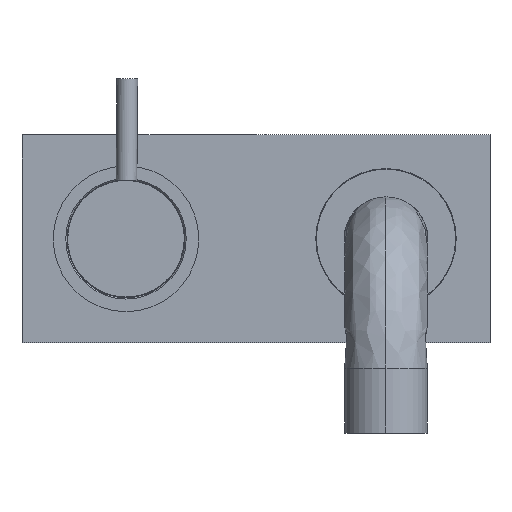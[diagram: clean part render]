
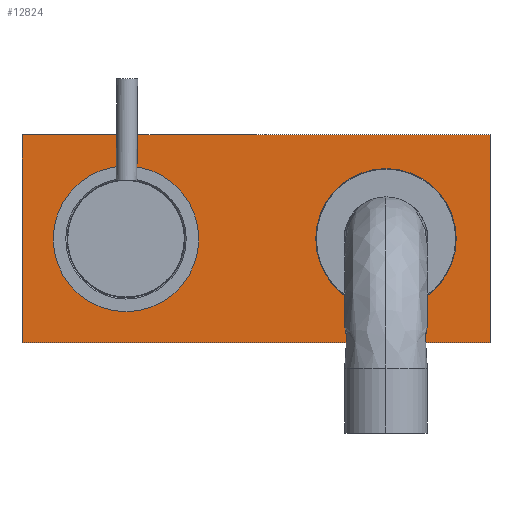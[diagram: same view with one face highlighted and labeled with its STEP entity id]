
A CAD part, top view. The second image highlights one B-rep face of the part: STEP entity #12824.
In plain terms, the highlighted planar face has unit normal (0, 0, 1).
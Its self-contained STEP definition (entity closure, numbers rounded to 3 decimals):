
#57 = PLANE ( 'NONE',  #4780 ) ;
#1153 = DIRECTION ( 'NONE',  ( 0., 1., 0. ) ) ;
#1315 = FACE_OUTER_BOUND ( 'NONE', #13054, .T. ) ;
#1795 = DIRECTION ( 'NONE',  ( 0., -1., 0. ) ) ;
#1946 = ORIENTED_EDGE ( 'NONE', *, *, #11130, .T. ) ;
#2711 = VERTEX_POINT ( 'NONE', #19739 ) ;
#2809 = CIRCLE ( 'NONE', #3236, 27. ) ;
#2893 = VERTEX_POINT ( 'NONE', #25117 ) ;
#2952 = EDGE_LOOP ( 'NONE', ( #1946, #12624 ) ) ;
#2958 = CARTESIAN_POINT ( 'NONE',  ( 90., 40., 57.3 ) ) ;
#3236 = AXIS2_PLACEMENT_3D ( 'NONE', #28079, #14664, #1153 ) ;
#3746 = CARTESIAN_POINT ( 'NONE',  ( 90., -40., 57.3 ) ) ;
#3979 = LINE ( 'NONE', #4722, #15277 ) ;
#4668 = AXIS2_PLACEMENT_3D ( 'NONE', #22505, #9058, #24791 ) ;
#4722 = CARTESIAN_POINT ( 'NONE',  ( 90., 40., 57.3 ) ) ;
#4780 = AXIS2_PLACEMENT_3D ( 'NONE', #18416, #4931, #20659 ) ;
#4931 = DIRECTION ( 'NONE',  ( 0., 0., 1. ) ) ;
#5097 = ORIENTED_EDGE ( 'NONE', *, *, #18064, .T. ) ;
#5461 = CARTESIAN_POINT ( 'NONE',  ( -50., 0., 57.3 ) ) ;
#5905 = DIRECTION ( 'NONE',  ( 0., 0., -1. ) ) ;
#6157 = CARTESIAN_POINT ( 'NONE',  ( 50., -27., 57.3 ) ) ;
#6417 = CARTESIAN_POINT ( 'NONE',  ( 50., 27., 57.3 ) ) ;
#6983 = DIRECTION ( 'NONE',  ( -1., 0., 0. ) ) ;
#7294 = ORIENTED_EDGE ( 'NONE', *, *, #7823, .T. ) ;
#7320 = VERTEX_POINT ( 'NONE', #2958 ) ;
#7722 = DIRECTION ( 'NONE',  ( 1., 0., 0. ) ) ;
#7823 = EDGE_CURVE ( 'NONE', #10589, #11293, #2809, .T. ) ;
#8268 = AXIS2_PLACEMENT_3D ( 'NONE', #19390, #5905, #21633 ) ;
#8910 = AXIS2_PLACEMENT_3D ( 'NONE', #5461, #21198, #7722 ) ;
#8988 = VECTOR ( 'NONE', #26835, 1000. ) ;
#9058 = DIRECTION ( 'NONE',  ( 0., 0., -1. ) ) ;
#9733 = CARTESIAN_POINT ( 'NONE',  ( -27., 0., 57.3 ) ) ;
#10589 = VERTEX_POINT ( 'NONE', #6417 ) ;
#11130 = EDGE_CURVE ( 'NONE', #27883, #27608, #22793, .T. ) ;
#11293 = VERTEX_POINT ( 'NONE', #6157 ) ;
#12624 = ORIENTED_EDGE ( 'NONE', *, *, #18813, .T. ) ;
#12824 = ADVANCED_FACE ( 'NONE', ( #1315, #13338, #25243 ), #57, .T. ) ;
#13054 = EDGE_LOOP ( 'NONE', ( #26525, #26555, #17700, #5097 ) ) ;
#13338 = FACE_BOUND ( 'NONE', #2952, .T. ) ;
#14664 = DIRECTION ( 'NONE',  ( 0., 0., -1. ) ) ;
#14981 = CIRCLE ( 'NONE', #4668, 23. ) ;
#15009 = LINE ( 'NONE', #20050, #8988 ) ;
#15277 = VECTOR ( 'NONE', #6983, 1000. ) ;
#15856 = CARTESIAN_POINT ( 'NONE',  ( -73., 0., 57.3 ) ) ;
#17532 = CARTESIAN_POINT ( 'NONE',  ( -90., -40., 57.3 ) ) ;
#17661 = CARTESIAN_POINT ( 'NONE',  ( 90., -40., 57.3 ) ) ;
#17700 = ORIENTED_EDGE ( 'NONE', *, *, #21218, .T. ) ;
#18064 = EDGE_CURVE ( 'NONE', #2893, #24835, #15009, .T. ) ;
#18416 = CARTESIAN_POINT ( 'NONE',  ( 0., 0., 57.3 ) ) ;
#18423 = LINE ( 'NONE', #17532, #27537 ) ;
#18813 = EDGE_CURVE ( 'NONE', #27608, #27883, #14981, .T. ) ;
#19390 = CARTESIAN_POINT ( 'NONE',  ( 50., 0., 57.3 ) ) ;
#19489 = LINE ( 'NONE', #17661, #20196 ) ;
#19739 = CARTESIAN_POINT ( 'NONE',  ( -90., 40., 57.3 ) ) ;
#19905 = DIRECTION ( 'NONE',  ( 0., 1., 0. ) ) ;
#20050 = CARTESIAN_POINT ( 'NONE',  ( 90., -40., 57.3 ) ) ;
#20075 = EDGE_CURVE ( 'NONE', #24835, #7320, #19489, .T. ) ;
#20196 = VECTOR ( 'NONE', #19905, 1000. ) ;
#20659 = DIRECTION ( 'NONE',  ( 1., 0., 0. ) ) ;
#21198 = DIRECTION ( 'NONE',  ( 0., 0., -1. ) ) ;
#21218 = EDGE_CURVE ( 'NONE', #2711, #2893, #18423, .T. ) ;
#21392 = EDGE_CURVE ( 'NONE', #7320, #2711, #3979, .T. ) ;
#21633 = DIRECTION ( 'NONE',  ( 0., 1., 0. ) ) ;
#22505 = CARTESIAN_POINT ( 'NONE',  ( -50., 0., 57.3 ) ) ;
#22793 = CIRCLE ( 'NONE', #8910, 23. ) ;
#24774 = EDGE_CURVE ( 'NONE', #11293, #10589, #27451, .T. ) ;
#24791 = DIRECTION ( 'NONE',  ( 1., 0., 0. ) ) ;
#24835 = VERTEX_POINT ( 'NONE', #3746 ) ;
#25117 = CARTESIAN_POINT ( 'NONE',  ( -90., -40., 57.3 ) ) ;
#25243 = FACE_BOUND ( 'NONE', #25977, .T. ) ;
#25823 = ORIENTED_EDGE ( 'NONE', *, *, #24774, .T. ) ;
#25977 = EDGE_LOOP ( 'NONE', ( #7294, #25823 ) ) ;
#26525 = ORIENTED_EDGE ( 'NONE', *, *, #20075, .T. ) ;
#26555 = ORIENTED_EDGE ( 'NONE', *, *, #21392, .T. ) ;
#26835 = DIRECTION ( 'NONE',  ( 1., 0., 0. ) ) ;
#27451 = CIRCLE ( 'NONE', #8268, 27. ) ;
#27537 = VECTOR ( 'NONE', #1795, 1000. ) ;
#27608 = VERTEX_POINT ( 'NONE', #15856 ) ;
#27883 = VERTEX_POINT ( 'NONE', #9733 ) ;
#28079 = CARTESIAN_POINT ( 'NONE',  ( 50., 0., 57.3 ) ) ;
